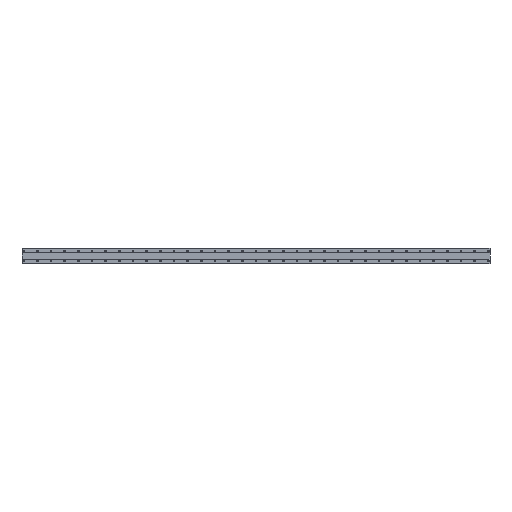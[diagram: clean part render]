
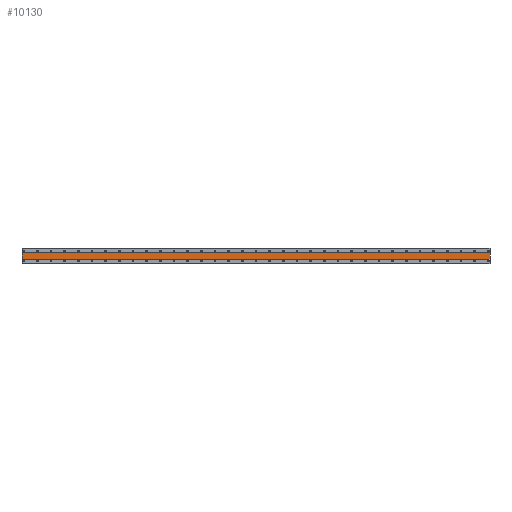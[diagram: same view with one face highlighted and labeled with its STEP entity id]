
A CAD part, front view. The second image highlights one B-rep face of the part: STEP entity #10130.
In plain terms, the highlighted planar face has unit normal (0, -1, 0).
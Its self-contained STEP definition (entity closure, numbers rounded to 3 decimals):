
#226 = DIRECTION ( 'NONE',  ( 1., 0., 0. ) ) ;
#398 = DIRECTION ( 'NONE',  ( 0., 0., 1. ) ) ;
#606 = EDGE_CURVE ( 'NONE', #1729, #4765, #6808, .T. ) ;
#994 = CARTESIAN_POINT ( 'NONE',  ( -10., 1., 20. ) ) ;
#1211 = CARTESIAN_POINT ( 'NONE',  ( 2730., 1., 20. ) ) ;
#1618 = DIRECTION ( 'NONE',  ( -1., 0., 0. ) ) ;
#1729 = VERTEX_POINT ( 'NONE', #1211 ) ;
#1932 = VECTOR ( 'NONE', #226, 1000. ) ;
#2256 = CARTESIAN_POINT ( 'NONE',  ( 2730., 1., 20. ) ) ;
#2519 = LINE ( 'NONE', #6185, #3097 ) ;
#3097 = VECTOR ( 'NONE', #1618, 1000. ) ;
#3461 = ORIENTED_EDGE ( 'NONE', *, *, #606, .F. ) ;
#3665 = LINE ( 'NONE', #994, #8827 ) ;
#3726 = DIRECTION ( 'NONE',  ( 0., 0., 1. ) ) ;
#4226 = DIRECTION ( 'NONE',  ( 0., 1., 0. ) ) ;
#4762 = EDGE_LOOP ( 'NONE', ( #8665, #3461, #4861, #11432 ) ) ;
#4765 = VERTEX_POINT ( 'NONE', #11918 ) ;
#4861 = ORIENTED_EDGE ( 'NONE', *, *, #8212, .F. ) ;
#5066 = CARTESIAN_POINT ( 'NONE',  ( 2730., 1., 20. ) ) ;
#5206 = CARTESIAN_POINT ( 'NONE',  ( -10., 1., 20. ) ) ;
#5624 = CARTESIAN_POINT ( 'NONE',  ( 2730., 1., 20. ) ) ;
#6185 = CARTESIAN_POINT ( 'NONE',  ( 2730., 1., -20. ) ) ;
#6540 = VERTEX_POINT ( 'NONE', #10553 ) ;
#6749 = LINE ( 'NONE', #5624, #1932 ) ;
#6808 = LINE ( 'NONE', #2256, #10916 ) ;
#8212 = EDGE_CURVE ( 'NONE', #8487, #1729, #6749, .T. ) ;
#8355 = EDGE_CURVE ( 'NONE', #6540, #8487, #3665, .T. ) ;
#8487 = VERTEX_POINT ( 'NONE', #5206 ) ;
#8665 = ORIENTED_EDGE ( 'NONE', *, *, #9535, .F. ) ;
#8827 = VECTOR ( 'NONE', #3726, 1000. ) ;
#9535 = EDGE_CURVE ( 'NONE', #4765, #6540, #2519, .T. ) ;
#9599 = DIRECTION ( 'NONE',  ( 0., 0., -1. ) ) ;
#10130 = ADVANCED_FACE ( 'NONE', ( #11343 ), #10431, .F. ) ;
#10431 = PLANE ( 'NONE',  #11396 ) ;
#10553 = CARTESIAN_POINT ( 'NONE',  ( -10., 1., -20. ) ) ;
#10916 = VECTOR ( 'NONE', #9599, 1000. ) ;
#11343 = FACE_OUTER_BOUND ( 'NONE', #4762, .T. ) ;
#11396 = AXIS2_PLACEMENT_3D ( 'NONE', #5066, #4226, #398 ) ;
#11432 = ORIENTED_EDGE ( 'NONE', *, *, #8355, .F. ) ;
#11918 = CARTESIAN_POINT ( 'NONE',  ( 2730., 1., -20. ) ) ;
